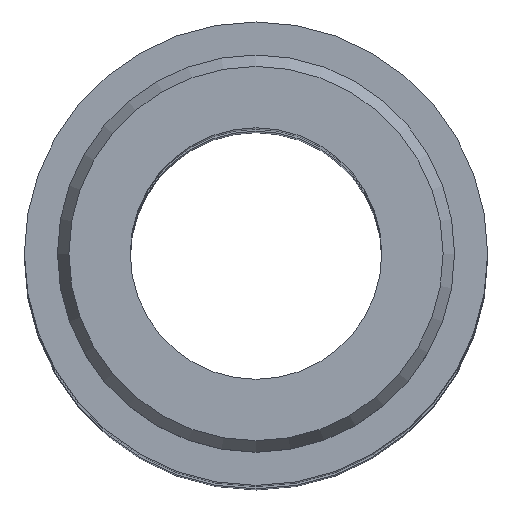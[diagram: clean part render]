
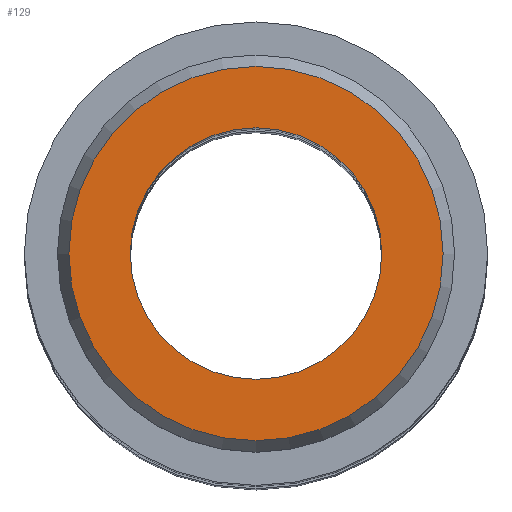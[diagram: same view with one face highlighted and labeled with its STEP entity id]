
A CAD part, top view. The second image highlights one B-rep face of the part: STEP entity #129.
In plain terms, the highlighted planar face has unit normal (0, 0, 1).
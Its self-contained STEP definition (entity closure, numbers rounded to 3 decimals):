
#32=PLANE('',#156);
#38=ORIENTED_EDGE('',*,*,#58,.T.);
#39=ORIENTED_EDGE('',*,*,#56,.F.);
#56=EDGE_CURVE('',#66,#66,#76,.T.);
#58=EDGE_CURVE('',#68,#68,#78,.T.);
#66=VERTEX_POINT('',#224);
#68=VERTEX_POINT('',#229);
#76=CIRCLE('',#154,2.827);
#78=CIRCLE('',#157,1.9);
#88=EDGE_LOOP('',(#38));
#89=EDGE_LOOP('',(#39));
#108=FACE_BOUND('',#88,.T.);
#109=FACE_BOUND('',#89,.T.);
#129=ADVANCED_FACE('',(#108,#109),#32,.T.);
#154=AXIS2_PLACEMENT_3D('',#223,#179,#180);
#156=AXIS2_PLACEMENT_3D('',#227,#183,#184);
#157=AXIS2_PLACEMENT_3D('',#228,#185,#186);
#179=DIRECTION('',(0.,0.,-1.));
#180=DIRECTION('',(0.,1.,0.));
#183=DIRECTION('',(0.,0.,1.));
#184=DIRECTION('',(0.,-1.,0.));
#185=DIRECTION('',(0.,0.,-1.));
#186=DIRECTION('',(0.,1.,0.));
#223=CARTESIAN_POINT('',(0.,0.,6.));
#224=CARTESIAN_POINT('',(0.,2.827,6.));
#227=CARTESIAN_POINT('',(0.,2.827,6.));
#228=CARTESIAN_POINT('',(0.,0.,6.));
#229=CARTESIAN_POINT('',(0.,1.9,6.));
